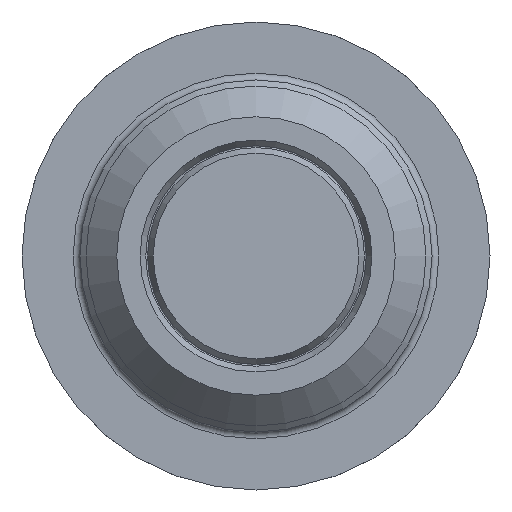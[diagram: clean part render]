
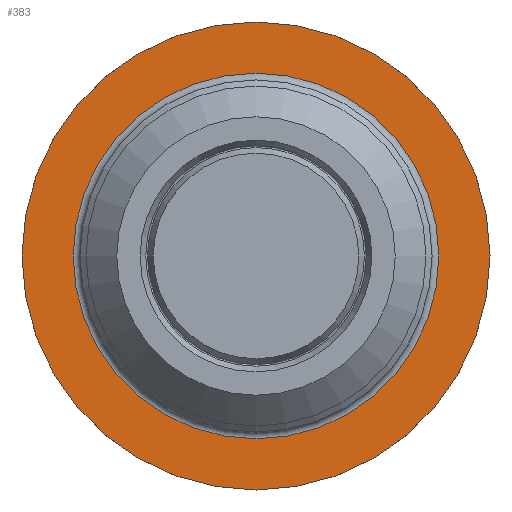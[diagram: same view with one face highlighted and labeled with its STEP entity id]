
A CAD part, left-side view. The second image highlights one B-rep face of the part: STEP entity #383.
In plain terms, the highlighted planar face has unit normal (-1, 0, 0).
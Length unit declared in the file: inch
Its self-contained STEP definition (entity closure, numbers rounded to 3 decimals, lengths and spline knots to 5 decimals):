
#54=PLANE('',#456);
#72=FACE_BOUND('',#149,.T.);
#102=FACE_OUTER_BOUND('',#148,.T.);
#148=EDGE_LOOP('',(#332));
#149=EDGE_LOOP('',(#333));
#181=CIRCLE('',#445,0.685);
#186=CIRCLE('',#455,0.53525);
#216=VERTEX_POINT('',#671);
#221=VERTEX_POINT('',#693);
#252=EDGE_CURVE('',#216,#216,#181,.T.);
#262=EDGE_CURVE('',#221,#221,#186,.T.);
#332=ORIENTED_EDGE('',*,*,#252,.F.);
#333=ORIENTED_EDGE('',*,*,#262,.F.);
#383=ADVANCED_FACE('',(#102,#72),#54,.T.);
#445=AXIS2_PLACEMENT_3D('',#672,#544,#545);
#455=AXIS2_PLACEMENT_3D('',#694,#568,#569);
#456=AXIS2_PLACEMENT_3D('',#695,#570,#571);
#544=DIRECTION('center_axis',(1.,0.,0.));
#545=DIRECTION('ref_axis',(0.,1.,0.));
#568=DIRECTION('center_axis',(-1.,0.,0.));
#569=DIRECTION('ref_axis',(0.,-1.,0.));
#570=DIRECTION('center_axis',(-1.,0.,0.));
#571=DIRECTION('ref_axis',(0.,0.,1.));
#671=CARTESIAN_POINT('',(0.,0.685,0.));
#672=CARTESIAN_POINT('Origin',(0.,0.,0.));
#693=CARTESIAN_POINT('',(0.,0.53525,0.));
#694=CARTESIAN_POINT('Origin',(0.,0.,
0.));
#695=CARTESIAN_POINT('Origin',(0.,0.60013,0.));
